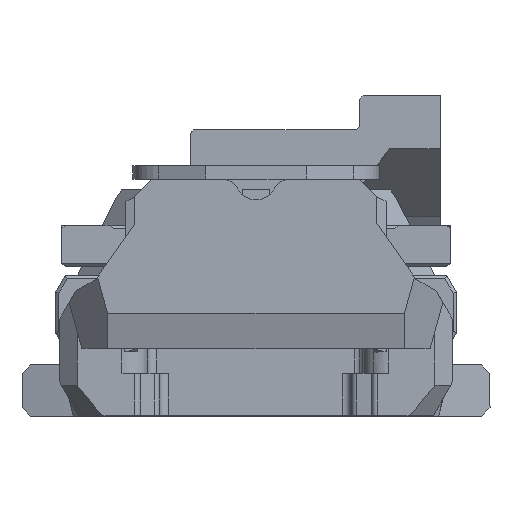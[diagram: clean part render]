
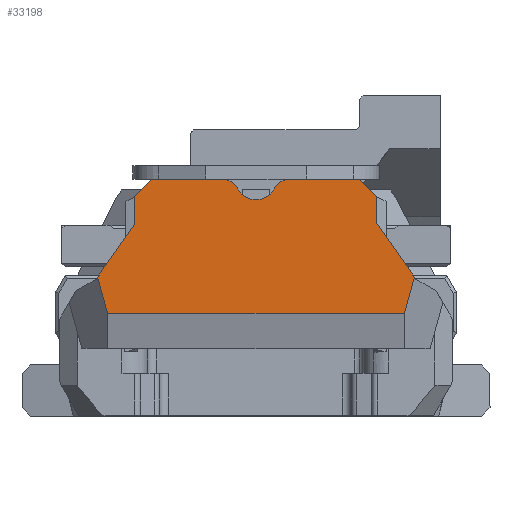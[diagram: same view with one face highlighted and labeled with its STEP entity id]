
A CAD part, top view. The second image highlights one B-rep face of the part: STEP entity #33198.
In plain terms, the highlighted planar face has unit normal (0, 0, 1).
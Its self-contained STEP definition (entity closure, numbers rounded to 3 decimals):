
#1778=CIRCLE('',#35916,2.4);
#1780=CIRCLE('',#35919,2.);
#1781=CIRCLE('',#35923,2.);
#3467=FACE_OUTER_BOUND('',#5364,.T.);
#5364=EDGE_LOOP('',(#29292,#29293,#29294,#29295,#29296,#29297,#29298,#29299,
#29300,#29301,#29302,#29303,#29304,#29305));
#8807=LINE('',#63274,#12441);
#8813=LINE('',#63289,#12447);
#8820=LINE('',#63302,#12454);
#8823=LINE('',#63308,#12457);
#8826=LINE('',#63315,#12460);
#8833=LINE('',#63373,#12467);
#8837=LINE('',#63380,#12471);
#8887=LINE('',#65443,#12521);
#8899=LINE('',#65475,#12533);
#8902=LINE('',#65481,#12536);
#8903=LINE('',#65482,#12537);
#12441=VECTOR('',#44254,10.);
#12447=VECTOR('',#44268,10.);
#12454=VECTOR('',#44277,10.);
#12457=VECTOR('',#44282,10.);
#12460=VECTOR('',#44287,10.);
#12467=VECTOR('',#44310,10.);
#12471=VECTOR('',#44316,10.);
#12521=VECTOR('',#44446,10.);
#12533=VECTOR('',#44478,10.);
#12536=VECTOR('',#44483,10.);
#12537=VECTOR('',#44484,10.);
#15647=VERTEX_POINT('',#63237);
#15649=VERTEX_POINT('',#63241);
#15651=VERTEX_POINT('',#63247);
#15662=VERTEX_POINT('',#63271);
#15663=VERTEX_POINT('',#63273);
#15668=VERTEX_POINT('',#63287);
#15673=VERTEX_POINT('',#63300);
#15675=VERTEX_POINT('',#63306);
#15678=VERTEX_POINT('',#63313);
#15687=VERTEX_POINT('',#63369);
#15689=VERTEX_POINT('',#63372);
#15740=VERTEX_POINT('',#65442);
#15750=VERTEX_POINT('',#65474);
#15752=VERTEX_POINT('',#65480);
#20203=EDGE_CURVE('',#15647,#15649,#1778,.T.);
#20206=EDGE_CURVE('',#15651,#15649,#1780,.T.);
#20217=EDGE_CURVE('',#15663,#15662,#8807,.F.);
#20219=EDGE_CURVE('',#15647,#15662,#1781,.T.);
#20225=EDGE_CURVE('',#15651,#15668,#8813,.F.);
#20232=EDGE_CURVE('',#15673,#15668,#8820,.T.);
#20235=EDGE_CURVE('',#15675,#15673,#8823,.T.);
#20238=EDGE_CURVE('',#15678,#15675,#8826,.F.);
#20251=EDGE_CURVE('',#15689,#15687,#8833,.F.);
#20255=EDGE_CURVE('',#15663,#15687,#8837,.T.);
#20335=EDGE_CURVE('',#15740,#15678,#8887,.T.);
#20351=EDGE_CURVE('',#15740,#15750,#8899,.T.);
#20354=EDGE_CURVE('',#15750,#15752,#8902,.T.);
#20355=EDGE_CURVE('',#15752,#15689,#8903,.F.);
#29292=ORIENTED_EDGE('',*,*,#20354,.T.);
#29293=ORIENTED_EDGE('',*,*,#20355,.T.);
#29294=ORIENTED_EDGE('',*,*,#20251,.T.);
#29295=ORIENTED_EDGE('',*,*,#20255,.F.);
#29296=ORIENTED_EDGE('',*,*,#20217,.T.);
#29297=ORIENTED_EDGE('',*,*,#20219,.F.);
#29298=ORIENTED_EDGE('',*,*,#20203,.T.);
#29299=ORIENTED_EDGE('',*,*,#20206,.F.);
#29300=ORIENTED_EDGE('',*,*,#20225,.T.);
#29301=ORIENTED_EDGE('',*,*,#20232,.F.);
#29302=ORIENTED_EDGE('',*,*,#20235,.F.);
#29303=ORIENTED_EDGE('',*,*,#20238,.F.);
#29304=ORIENTED_EDGE('',*,*,#20335,.F.);
#29305=ORIENTED_EDGE('',*,*,#20351,.T.);
#31446=PLANE('',#35988);
#33198=ADVANCED_FACE('',(#3467),#31446,.T.);
#35916=AXIS2_PLACEMENT_3D('',#63243,#44231,#44232);
#35919=AXIS2_PLACEMENT_3D('',#63249,#44238,#44239);
#35923=AXIS2_PLACEMENT_3D('',#63277,#44258,#44259);
#35988=AXIS2_PLACEMENT_3D('',#65479,#44481,#44482);
#44231=DIRECTION('center_axis',(0.,0.,-1.));
#44232=DIRECTION('ref_axis',(0.,1.,0.));
#44238=DIRECTION('center_axis',(0.,0.,-1.));
#44239=DIRECTION('ref_axis',(0.522,0.853,0.));
#44254=DIRECTION('',(1.,0.,0.));
#44258=DIRECTION('center_axis',(0.,0.,-1.));
#44259=DIRECTION('ref_axis',(-0.522,0.853,0.));
#44268=DIRECTION('',(1.,0.,0.));
#44277=DIRECTION('',(0.707,0.707,0.));
#44282=DIRECTION('',(0.,1.,0.));
#44287=DIRECTION('',(-0.574,-0.819,0.));
#44310=DIRECTION('',(0.,-1.,0.));
#44316=DIRECTION('',(0.707,-0.707,0.));
#44446=DIRECTION('',(-0.266,0.964,0.));
#44478=DIRECTION('',(1.,0.,0.));
#44481=DIRECTION('center_axis',(0.,0.,1.));
#44482=DIRECTION('ref_axis',(1.,0.,0.));
#44483=DIRECTION('',(0.266,0.964,0.));
#44484=DIRECTION('',(0.574,-0.819,0.));
#63237=CARTESIAN_POINT('',(2.138,36.629,75.472));
#63241=CARTESIAN_POINT('',(-2.138,36.629,75.472));
#63243=CARTESIAN_POINT('Origin',(0.,37.72,
75.472));
#63247=CARTESIAN_POINT('',(-3.919,37.72,75.472));
#63249=CARTESIAN_POINT('Origin',(-3.919,35.72,75.472));
#63271=CARTESIAN_POINT('',(3.919,37.72,75.472));
#63273=CARTESIAN_POINT('',(12.139,37.72,75.472));
#63274=CARTESIAN_POINT('',(-10.6,37.72,75.472));
#63277=CARTESIAN_POINT('Origin',(3.919,35.72,75.472));
#63287=CARTESIAN_POINT('',(-12.21,37.72,75.472));
#63289=CARTESIAN_POINT('',(-10.6,37.72,75.472));
#63300=CARTESIAN_POINT('',(-14.21,35.72,75.472));
#63302=CARTESIAN_POINT('',(-21.852,28.079,75.472));
#63306=CARTESIAN_POINT('',(-14.21,32.431,75.472));
#63308=CARTESIAN_POINT('',(-14.21,21.332,75.472));
#63313=CARTESIAN_POINT('',(-18.511,26.289,75.472));
#63315=CARTESIAN_POINT('',(-27.62,13.281,75.472));
#63369=CARTESIAN_POINT('',(14.139,35.72,75.472));
#63372=CARTESIAN_POINT('',(14.139,32.533,75.472));
#63373=CARTESIAN_POINT('',(14.139,21.332,75.472));
#63380=CARTESIAN_POINT('',(11.198,38.661,75.472));
#65442=CARTESIAN_POINT('',(-17.338,22.044,75.472));
#65443=CARTESIAN_POINT('',(-15.811,16.519,75.472));
#65474=CARTESIAN_POINT('',(17.338,22.044,75.472));
#65475=CARTESIAN_POINT('',(18.396,22.044,75.472));
#65479=CARTESIAN_POINT('Origin',(-21.2,10.144,75.472));
#65480=CARTESIAN_POINT('',(18.511,26.289,75.472));
#65481=CARTESIAN_POINT('',(15.811,16.519,75.472));
#65482=CARTESIAN_POINT('',(27.62,13.281,75.472));
